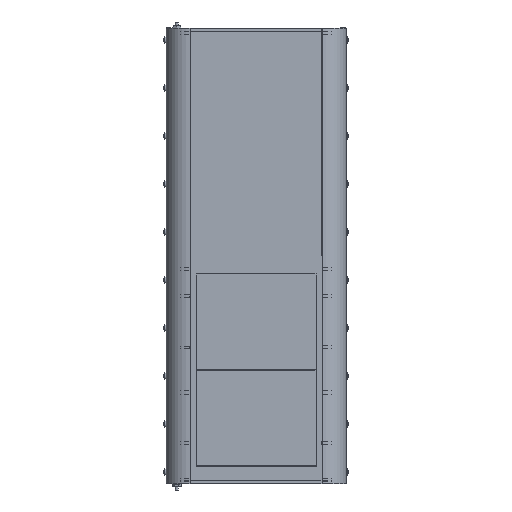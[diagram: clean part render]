
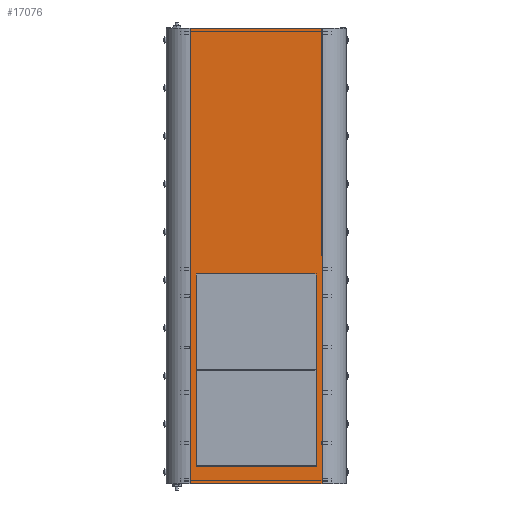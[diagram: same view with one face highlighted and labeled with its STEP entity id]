
A CAD part, front view. The second image highlights one B-rep face of the part: STEP entity #17076.
In plain terms, the highlighted planar face has unit normal (0, -1, 0).
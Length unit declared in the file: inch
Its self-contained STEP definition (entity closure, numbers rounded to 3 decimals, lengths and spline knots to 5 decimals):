
#765 = VECTOR ( 'NONE', #10546, 39.37008 ) ;
#799 = CARTESIAN_POINT ( 'NONE',  ( 2.75, -7.75, -7.75 ) ) ;
#867 = CARTESIAN_POINT ( 'NONE',  ( -2.75, -7.75, -34.78216 ) ) ;
#1014 = FACE_OUTER_BOUND ( 'NONE', #5847, .T. ) ;
#1071 = VECTOR ( 'NONE', #12750, 39.37008 ) ;
#1446 = CARTESIAN_POINT ( 'NONE',  ( -2.75, -7.75, -7.75 ) ) ;
#1541 = LINE ( 'NONE', #1824, #19553 ) ;
#1805 = LINE ( 'NONE', #9224, #765 ) ;
#1824 = CARTESIAN_POINT ( 'NONE',  ( -2.75, -7.75, -26. ) ) ;
#2463 = PLANE ( 'NONE',  #18221 ) ;
#2468 = CARTESIAN_POINT ( 'NONE',  ( -2.75, -7.75, -26.75 ) ) ;
#2538 = DIRECTION ( 'NONE',  ( 0., 0., -1. ) ) ;
#2992 = DIRECTION ( 'NONE',  ( 1., 0., 0. ) ) ;
#3136 = CARTESIAN_POINT ( 'NONE',  ( -2.75, -7.75, -18. ) ) ;
#3424 = LINE ( 'NONE', #5901, #13586 ) ;
#3585 = ORIENTED_EDGE ( 'NONE', *, *, #15542, .T. ) ;
#3920 = CARTESIAN_POINT ( 'NONE',  ( 2.5, -7.75, -26. ) ) ;
#3937 = ORIENTED_EDGE ( 'NONE', *, *, #5953, .F. ) ;
#4058 = EDGE_LOOP ( 'NONE', ( #21465, #6950, #3585, #13271 ) ) ;
#4107 = DIRECTION ( 'NONE',  ( 0., 0., 1. ) ) ;
#5780 = VECTOR ( 'NONE', #14861, 39.37008 ) ;
#5827 = CARTESIAN_POINT ( 'NONE',  ( 2.75, -7.75, -26.75 ) ) ;
#5847 = EDGE_LOOP ( 'NONE', ( #13236, #14495, #16315, #3937 ) ) ;
#5901 = CARTESIAN_POINT ( 'NONE',  ( -2.5, -7.75, -34.78216 ) ) ;
#5953 = EDGE_CURVE ( 'NONE', #6237, #15874, #11270, .T. ) ;
#6237 = VERTEX_POINT ( 'NONE', #8366 ) ;
#6264 = LINE ( 'NONE', #13095, #8889 ) ;
#6447 = VERTEX_POINT ( 'NONE', #3920 ) ;
#6561 = EDGE_CURVE ( 'NONE', #15279, #15874, #19832, .T. ) ;
#6950 = ORIENTED_EDGE ( 'NONE', *, *, #14787, .T. ) ;
#7254 = EDGE_CURVE ( 'NONE', #12208, #9034, #3424, .T. ) ;
#7330 = DIRECTION ( 'NONE',  ( 0., -1., 0. ) ) ;
#8366 = CARTESIAN_POINT ( 'NONE',  ( -2.75, -7.75, -7.75 ) ) ;
#8815 = EDGE_CURVE ( 'NONE', #20117, #6237, #1805, .T. ) ;
#8889 = VECTOR ( 'NONE', #14612, 39.37008 ) ;
#9034 = VERTEX_POINT ( 'NONE', #9518 ) ;
#9185 = LINE ( 'NONE', #3136, #5780 ) ;
#9224 = CARTESIAN_POINT ( 'NONE',  ( -2.75, -7.75, -34.78216 ) ) ;
#9379 = CARTESIAN_POINT ( 'NONE',  ( 2.75, -7.75, -34.78216 ) ) ;
#9518 = CARTESIAN_POINT ( 'NONE',  ( -2.5, -7.75, -18. ) ) ;
#9949 = VECTOR ( 'NONE', #2992, 39.37008 ) ;
#10546 = DIRECTION ( 'NONE',  ( 0., 0., 1. ) ) ;
#10659 = VERTEX_POINT ( 'NONE', #17523 ) ;
#11270 = LINE ( 'NONE', #1446, #9949 ) ;
#11381 = CARTESIAN_POINT ( 'NONE',  ( -2.75, -7.75, -26.75 ) ) ;
#12208 = VERTEX_POINT ( 'NONE', #20162 ) ;
#12518 = VECTOR ( 'NONE', #20686, 39.37008 ) ;
#12750 = DIRECTION ( 'NONE',  ( 0., 0., 1. ) ) ;
#13095 = CARTESIAN_POINT ( 'NONE',  ( 2.5, -7.75, -34.78216 ) ) ;
#13236 = ORIENTED_EDGE ( 'NONE', *, *, #8815, .F. ) ;
#13271 = ORIENTED_EDGE ( 'NONE', *, *, #7254, .T. ) ;
#13579 = EDGE_CURVE ( 'NONE', #9034, #10659, #9185, .T. ) ;
#13586 = VECTOR ( 'NONE', #4107, 39.37008 ) ;
#13792 = FACE_BOUND ( 'NONE', #4058, .T. ) ;
#14495 = ORIENTED_EDGE ( 'NONE', *, *, #15870, .F. ) ;
#14612 = DIRECTION ( 'NONE',  ( 0., 0., -1. ) ) ;
#14787 = EDGE_CURVE ( 'NONE', #10659, #6447, #6264, .T. ) ;
#14861 = DIRECTION ( 'NONE',  ( 1., 0., 0. ) ) ;
#15279 = VERTEX_POINT ( 'NONE', #5827 ) ;
#15360 = LINE ( 'NONE', #2468, #12518 ) ;
#15542 = EDGE_CURVE ( 'NONE', #6447, #12208, #1541, .T. ) ;
#15870 = EDGE_CURVE ( 'NONE', #15279, #20117, #15360, .T. ) ;
#15874 = VERTEX_POINT ( 'NONE', #799 ) ;
#16315 = ORIENTED_EDGE ( 'NONE', *, *, #6561, .T. ) ;
#17076 = ADVANCED_FACE ( 'NONE', ( #1014, #13792 ), #2463, .T. ) ;
#17523 = CARTESIAN_POINT ( 'NONE',  ( 2.5, -7.75, -18. ) ) ;
#18221 = AXIS2_PLACEMENT_3D ( 'NONE', #867, #7330, #2538 ) ;
#18303 = DIRECTION ( 'NONE',  ( -1., 0., 0. ) ) ;
#19553 = VECTOR ( 'NONE', #18303, 39.37008 ) ;
#19832 = LINE ( 'NONE', #9379, #1071 ) ;
#20117 = VERTEX_POINT ( 'NONE', #11381 ) ;
#20162 = CARTESIAN_POINT ( 'NONE',  ( -2.5, -7.75, -26. ) ) ;
#20686 = DIRECTION ( 'NONE',  ( -1., 0., 0. ) ) ;
#21465 = ORIENTED_EDGE ( 'NONE', *, *, #13579, .T. ) ;
